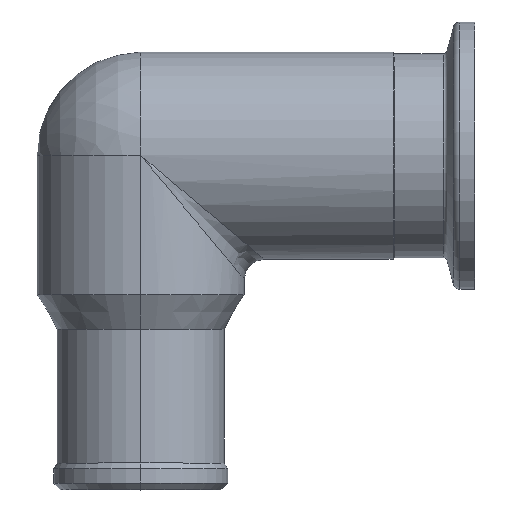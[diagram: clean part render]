
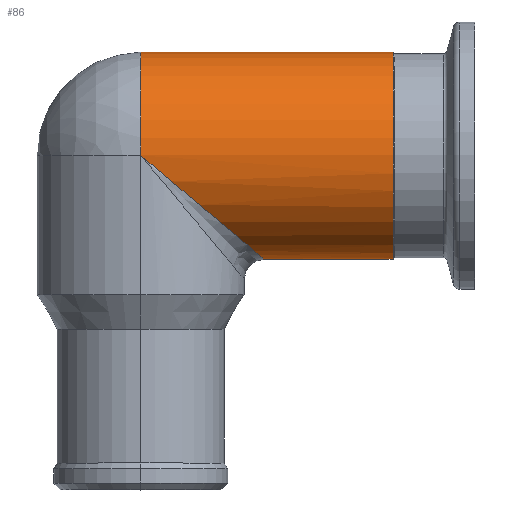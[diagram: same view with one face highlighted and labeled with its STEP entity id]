
A CAD part, top view. The second image highlights one B-rep face of the part: STEP entity #86.
In plain terms, the highlighted cylindrical face has radius 15.5 mm (diameter 31 mm), a partial arc.
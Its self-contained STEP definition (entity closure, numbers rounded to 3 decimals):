
#19 = CARTESIAN_POINT ( 'NONE',  ( 0., 34.5, 0. ) ) ;
#34 = CARTESIAN_POINT ( 'NONE',  ( 37.75, 65.5, 0. ) ) ;
#43 = VERTEX_POINT ( 'NONE', #1326 ) ;
#46 = AXIS2_PLACEMENT_3D ( 'NONE', #1232, #938, #838 ) ;
#49 = VERTEX_POINT ( 'NONE', #913 ) ;
#78 = VECTOR ( 'NONE', #242, 1000. ) ;
#86 = ADVANCED_FACE ( 'NONE', ( #845 ), #588, .T. ) ;
#126 = EDGE_CURVE ( 'NONE', #43, #1085, #813, .T. ) ;
#169 = CARTESIAN_POINT ( 'NONE',  ( 18.5, 34.5, 9.08 ) ) ;
#195 = CARTESIAN_POINT ( 'NONE',  ( 37.75, 50., 0. ) ) ;
#209 = DIRECTION ( 'NONE',  ( -1., 0., 0. ) ) ;
#242 = DIRECTION ( 'NONE',  ( -1., 0., 0. ) ) ;
#260 = DIRECTION ( 'NONE',  ( -1., 0., 0. ) ) ;
#267 = AXIS2_PLACEMENT_3D ( 'NONE', #195, #947, #304 ) ;
#304 = DIRECTION ( 'NONE',  ( 0., -1., 0. ) ) ;
#367 = LINE ( 'NONE', #19, #78 ) ;
#492 = CARTESIAN_POINT ( 'NONE',  ( 0., 50., 15.5 ) ) ;
#516 = EDGE_CURVE ( 'NONE', #43, #49, #367, .T. ) ;
#554 = VECTOR ( 'NONE', #260, 1000. ) ;
#560 = CARTESIAN_POINT ( 'NONE',  ( 0., 65.5, 0. ) ) ;
#588 = CYLINDRICAL_SURFACE ( 'NONE', #46, 15.5 ) ;
#657 = ORIENTED_EDGE ( 'NONE', *, *, #126, .T. ) ;
#691 = CARTESIAN_POINT ( 'NONE',  ( 0., 65.5, 0. ) ) ;
#693 = AXIS2_PLACEMENT_3D ( 'NONE', #856, #209, #960 ) ;
#732 = EDGE_CURVE ( 'NONE', #948, #49, #1206, .T. ) ;
#733 = ORIENTED_EDGE ( 'NONE', *, *, #516, .F. ) ;
#813 = CIRCLE ( 'NONE', #267, 15.5 ) ;
#838 = DIRECTION ( 'NONE',  ( 0., -1., 0. ) ) ;
#845 = FACE_OUTER_BOUND ( 'NONE', #1008, .T. ) ;
#856 = CARTESIAN_POINT ( 'NONE',  ( 0., 50., 0. ) ) ;
#913 = CARTESIAN_POINT ( 'NONE',  ( 18.5, 34.5, 0. ) ) ;
#922 = CARTESIAN_POINT ( 'NONE',  ( 18.5, 34.5, 0. ) ) ;
#938 = DIRECTION ( 'NONE',  ( -1., 0., 0. ) ) ;
#943 = EDGE_CURVE ( 'NONE', #948, #980, #1038, .T. ) ;
#947 = DIRECTION ( 'NONE',  ( -1., 0., 0. ) ) ;
#948 = VERTEX_POINT ( 'NONE', #1170 ) ;
#960 = DIRECTION ( 'NONE',  ( 0., -1., 0. ) ) ;
#980 = VERTEX_POINT ( 'NONE', #560 ) ;
#996 = ORIENTED_EDGE ( 'NONE', *, *, #732, .T. ) ;
#999 = ORIENTED_EDGE ( 'NONE', *, *, #943, .F. ) ;
#1008 = EDGE_LOOP ( 'NONE', ( #657, #1012, #999, #996, #733 ) ) ;
#1012 = ORIENTED_EDGE ( 'NONE', *, *, #1159, .T. ) ;
#1038 = CIRCLE ( 'NONE', #693, 15.5 ) ;
#1085 = VERTEX_POINT ( 'NONE', #34 ) ;
#1120 = LINE ( 'NONE', #691, #554 ) ;
#1159 = EDGE_CURVE ( 'NONE', #1085, #980, #1120, .T. ) ;
#1170 = CARTESIAN_POINT ( 'NONE',  ( 0., 50., 15.5 ) ) ;
#1206 =( BOUNDED_CURVE ( )  B_SPLINE_CURVE ( 3, ( #492, #1237, #169, #922 ),
 .UNSPECIFIED., .F., .F. ) 
 B_SPLINE_CURVE_WITH_KNOTS ( ( 4, 4 ),
 ( 4.712, 6.283 ),
 .UNSPECIFIED. ) 
 CURVE ( )  GEOMETRIC_REPRESENTATION_ITEM ( )  RATIONAL_B_SPLINE_CURVE ( ( 1., 0.805, 0.805, 1. ) ) 
 REPRESENTATION_ITEM ( '' )  );
#1232 = CARTESIAN_POINT ( 'NONE',  ( 0., 50., 0. ) ) ;
#1237 = CARTESIAN_POINT ( 'NONE',  ( 10.837, 40.92, 15.5 ) ) ;
#1326 = CARTESIAN_POINT ( 'NONE',  ( 37.75, 34.5, 0. ) ) ;
